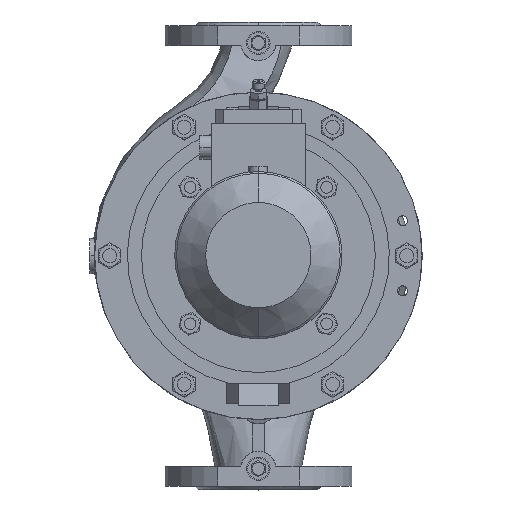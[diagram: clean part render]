
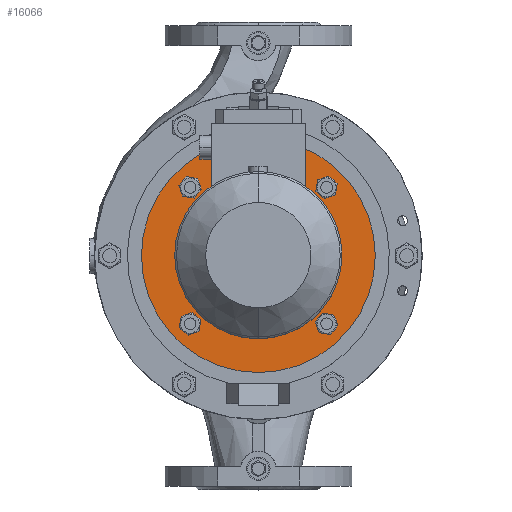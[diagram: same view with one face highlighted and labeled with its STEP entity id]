
A CAD part, top view. The second image highlights one B-rep face of the part: STEP entity #16066.
In plain terms, the highlighted planar face has unit normal (0, 0, 1).
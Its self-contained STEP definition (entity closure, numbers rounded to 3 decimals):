
#148 = CARTESIAN_POINT ( 'NONE',  ( 0., 100., 172. ) ) ;
#448 = AXIS2_PLACEMENT_3D ( 'NONE', #2827, #11371, #14014 ) ;
#562 = DIRECTION ( 'NONE',  ( 0., -1., 0. ) ) ;
#1348 = DIRECTION ( 'NONE',  ( 0., 1., 0. ) ) ;
#1399 = ORIENTED_EDGE ( 'NONE', *, *, #23758, .F. ) ;
#1573 = CARTESIAN_POINT ( 'NONE',  ( 0., 100., 172. ) ) ;
#1751 = AXIS2_PLACEMENT_3D ( 'NONE', #19981, #8622, #562 ) ;
#1765 = ORIENTED_EDGE ( 'NONE', *, *, #18618, .F. ) ;
#2804 = CIRCLE ( 'NONE', #19297, 8.075 ) ;
#2827 = CARTESIAN_POINT ( 'NONE',  ( 58.336, -58.336, 172. ) ) ;
#3220 = DIRECTION ( 'NONE',  ( 0., -1., 0. ) ) ;
#3569 = FACE_BOUND ( 'NONE', #21125, .T. ) ;
#3676 = AXIS2_PLACEMENT_3D ( 'NONE', #14382, #22942, #12220 ) ;
#3889 = DIRECTION ( 'NONE',  ( 0., 0., 1. ) ) ;
#3981 = CARTESIAN_POINT ( 'NONE',  ( -59.739, -66.289, 172. ) ) ;
#4306 = DIRECTION ( 'NONE',  ( 0., 0., -1. ) ) ;
#4320 = VERTEX_POINT ( 'NONE', #24036 ) ;
#4341 = AXIS2_PLACEMENT_3D ( 'NONE', #148, #30047, #13722 ) ;
#5012 = ORIENTED_EDGE ( 'NONE', *, *, #31903, .T. ) ;
#5718 = VERTEX_POINT ( 'NONE', #12784 ) ;
#5781 = EDGE_LOOP ( 'NONE', ( #18081, #17710 ) ) ;
#5913 = AXIS2_PLACEMENT_3D ( 'NONE', #12563, #28407, #17562 ) ;
#6289 = CARTESIAN_POINT ( 'NONE',  ( -58.336, -58.336, 172. ) ) ;
#6697 = CARTESIAN_POINT ( 'NONE',  ( 0., 0., 172. ) ) ;
#6832 = EDGE_LOOP ( 'NONE', ( #9039, #5012 ) ) ;
#7036 = DIRECTION ( 'NONE',  ( 0., 1., 0. ) ) ;
#7485 = VERTEX_POINT ( 'NONE', #11065 ) ;
#8018 = EDGE_CURVE ( 'NONE', #14153, #20849, #22192, .T. ) ;
#8357 = CIRCLE ( 'NONE', #9587, 8.075 ) ;
#8600 = CARTESIAN_POINT ( 'NONE',  ( 58.336, 58.336, 172. ) ) ;
#8622 = DIRECTION ( 'NONE',  ( 0., 0., -1. ) ) ;
#9039 = ORIENTED_EDGE ( 'NONE', *, *, #35314, .T. ) ;
#9464 = EDGE_CURVE ( 'NONE', #12322, #5718, #2804, .T. ) ;
#9523 = DIRECTION ( 'NONE',  ( 0., 1., 0. ) ) ;
#9587 = AXIS2_PLACEMENT_3D ( 'NONE', #6289, #14412, #33244 ) ;
#9616 = DIRECTION ( 'NONE',  ( 0., -1., 0. ) ) ;
#10765 = CARTESIAN_POINT ( 'NONE',  ( 0., -100., 172. ) ) ;
#11065 = CARTESIAN_POINT ( 'NONE',  ( -50.384, 56.934, 172. ) ) ;
#11212 = CARTESIAN_POINT ( 'NONE',  ( 58.336, 58.336, 172. ) ) ;
#11360 = DIRECTION ( 'NONE',  ( 0., -1., 0. ) ) ;
#11371 = DIRECTION ( 'NONE',  ( 0., 0., 1. ) ) ;
#11395 = CIRCLE ( 'NONE', #18725, 8.075 ) ;
#12220 = DIRECTION ( 'NONE',  ( 0., -1., 0. ) ) ;
#12272 = CARTESIAN_POINT ( 'NONE',  ( 0., 0., 172. ) ) ;
#12322 = VERTEX_POINT ( 'NONE', #31123 ) ;
#12563 = CARTESIAN_POINT ( 'NONE',  ( 0., 0., 172. ) ) ;
#12784 = CARTESIAN_POINT ( 'NONE',  ( 59.739, 66.289, 172. ) ) ;
#12838 = ORIENTED_EDGE ( 'NONE', *, *, #13684, .F. ) ;
#13286 = CIRCLE ( 'NONE', #14326, 100. ) ;
#13549 = CARTESIAN_POINT ( 'NONE',  ( 0., 70., 172. ) ) ;
#13684 = EDGE_CURVE ( 'NONE', #30594, #17436, #8357, .T. ) ;
#13722 = DIRECTION ( 'NONE',  ( 0., -1., 0. ) ) ;
#14014 = DIRECTION ( 'NONE',  ( 0., -1., 0. ) ) ;
#14127 = CARTESIAN_POINT ( 'NONE',  ( -56.934, -50.384, 172. ) ) ;
#14153 = VERTEX_POINT ( 'NONE', #13549 ) ;
#14326 = AXIS2_PLACEMENT_3D ( 'NONE', #12272, #28480, #7036 ) ;
#14363 = CIRCLE ( 'NONE', #448, 8.075 ) ;
#14382 = CARTESIAN_POINT ( 'NONE',  ( -58.336, 58.336, 172. ) ) ;
#14412 = DIRECTION ( 'NONE',  ( 0., 0., 1. ) ) ;
#14479 = AXIS2_PLACEMENT_3D ( 'NONE', #19532, #27986, #3220 ) ;
#14664 = FACE_BOUND ( 'NONE', #19413, .T. ) ;
#14707 = AXIS2_PLACEMENT_3D ( 'NONE', #8600, #27583, #11360 ) ;
#14825 = CIRCLE ( 'NONE', #5913, 70. ) ;
#15032 = ORIENTED_EDGE ( 'NONE', *, *, #19695, .F. ) ;
#15332 = AXIS2_PLACEMENT_3D ( 'NONE', #28853, #28487, #9523 ) ;
#15417 = VERTEX_POINT ( 'NONE', #10765 ) ;
#15509 = VERTEX_POINT ( 'NONE', #35253 ) ;
#16066 = ADVANCED_FACE ( 'NONE', ( #32570, #14664, #23629, #3569, #16382, #27030 ), #29927, .T. ) ;
#16382 = FACE_BOUND ( 'NONE', #26717, .T. ) ;
#16414 = EDGE_CURVE ( 'NONE', #27728, #15417, #16816, .T. ) ;
#16816 = CIRCLE ( 'NONE', #15332, 100. ) ;
#17181 = CIRCLE ( 'NONE', #1751, 8.075 ) ;
#17436 = VERTEX_POINT ( 'NONE', #14127 ) ;
#17562 = DIRECTION ( 'NONE',  ( 0., 1., 0. ) ) ;
#17710 = ORIENTED_EDGE ( 'NONE', *, *, #32632, .F. ) ;
#18081 = ORIENTED_EDGE ( 'NONE', *, *, #16414, .F. ) ;
#18366 = CIRCLE ( 'NONE', #3676, 8.075 ) ;
#18551 = EDGE_LOOP ( 'NONE', ( #15032, #12838 ) ) ;
#18618 = EDGE_CURVE ( 'NONE', #5718, #12322, #18900, .T. ) ;
#18725 = AXIS2_PLACEMENT_3D ( 'NONE', #28820, #3889, #9616 ) ;
#18836 = CIRCLE ( 'NONE', #14479, 8.075 ) ;
#18900 = CIRCLE ( 'NONE', #14707, 8.075 ) ;
#19297 = AXIS2_PLACEMENT_3D ( 'NONE', #11212, #30284, #32812 ) ;
#19413 = EDGE_LOOP ( 'NONE', ( #26981, #1399 ) ) ;
#19532 = CARTESIAN_POINT ( 'NONE',  ( -58.336, -58.336, 172. ) ) ;
#19695 = EDGE_CURVE ( 'NONE', #17436, #30594, #18836, .T. ) ;
#19981 = CARTESIAN_POINT ( 'NONE',  ( -58.336, 58.336, 172. ) ) ;
#20849 = VERTEX_POINT ( 'NONE', #26050 ) ;
#21125 = EDGE_LOOP ( 'NONE', ( #26235, #1765 ) ) ;
#22192 = CIRCLE ( 'NONE', #30665, 70. ) ;
#22838 = ORIENTED_EDGE ( 'NONE', *, *, #24430, .T. ) ;
#22942 = DIRECTION ( 'NONE',  ( 0., 0., -1. ) ) ;
#23629 = FACE_BOUND ( 'NONE', #18551, .T. ) ;
#23758 = EDGE_CURVE ( 'NONE', #29040, #15509, #11395, .T. ) ;
#24036 = CARTESIAN_POINT ( 'NONE',  ( -66.289, 59.739, 172. ) ) ;
#24165 = EDGE_CURVE ( 'NONE', #15509, #29040, #14363, .T. ) ;
#24430 = EDGE_CURVE ( 'NONE', #20849, #14153, #14825, .T. ) ;
#26050 = CARTESIAN_POINT ( 'NONE',  ( 0., -70., 172. ) ) ;
#26235 = ORIENTED_EDGE ( 'NONE', *, *, #9464, .F. ) ;
#26717 = EDGE_LOOP ( 'NONE', ( #30189, #22838 ) ) ;
#26981 = ORIENTED_EDGE ( 'NONE', *, *, #24165, .F. ) ;
#27030 = FACE_OUTER_BOUND ( 'NONE', #5781, .T. ) ;
#27583 = DIRECTION ( 'NONE',  ( 0., 0., 1. ) ) ;
#27728 = VERTEX_POINT ( 'NONE', #1573 ) ;
#27986 = DIRECTION ( 'NONE',  ( 0., 0., 1. ) ) ;
#28407 = DIRECTION ( 'NONE',  ( 0., 0., -1. ) ) ;
#28480 = DIRECTION ( 'NONE',  ( 0., 0., -1. ) ) ;
#28487 = DIRECTION ( 'NONE',  ( 0., 0., -1. ) ) ;
#28820 = CARTESIAN_POINT ( 'NONE',  ( 58.336, -58.336, 172. ) ) ;
#28853 = CARTESIAN_POINT ( 'NONE',  ( 0., 0., 172. ) ) ;
#29040 = VERTEX_POINT ( 'NONE', #35364 ) ;
#29927 = PLANE ( 'NONE',  #4341 ) ;
#30047 = DIRECTION ( 'NONE',  ( 0., 0., 1. ) ) ;
#30189 = ORIENTED_EDGE ( 'NONE', *, *, #8018, .T. ) ;
#30284 = DIRECTION ( 'NONE',  ( 0., 0., 1. ) ) ;
#30594 = VERTEX_POINT ( 'NONE', #3981 ) ;
#30665 = AXIS2_PLACEMENT_3D ( 'NONE', #6697, #4306, #1348 ) ;
#31123 = CARTESIAN_POINT ( 'NONE',  ( 56.934, 50.384, 172. ) ) ;
#31903 = EDGE_CURVE ( 'NONE', #4320, #7485, #17181, .T. ) ;
#32570 = FACE_BOUND ( 'NONE', #6832, .T. ) ;
#32632 = EDGE_CURVE ( 'NONE', #15417, #27728, #13286, .T. ) ;
#32812 = DIRECTION ( 'NONE',  ( 0., -1., 0. ) ) ;
#33244 = DIRECTION ( 'NONE',  ( 0., -1., 0. ) ) ;
#35253 = CARTESIAN_POINT ( 'NONE',  ( 50.384, -56.934, 172. ) ) ;
#35314 = EDGE_CURVE ( 'NONE', #7485, #4320, #18366, .T. ) ;
#35364 = CARTESIAN_POINT ( 'NONE',  ( 66.289, -59.739, 172. ) ) ;
